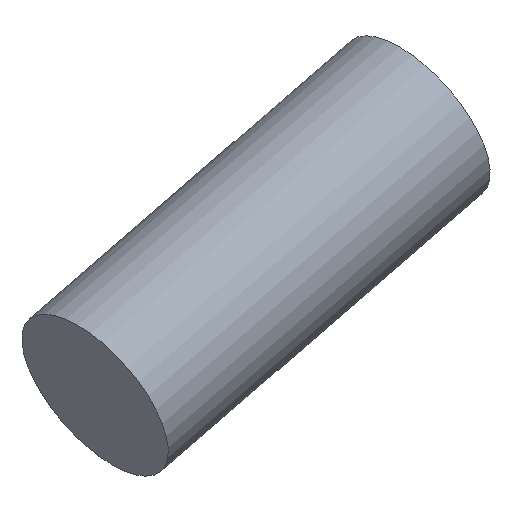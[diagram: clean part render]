
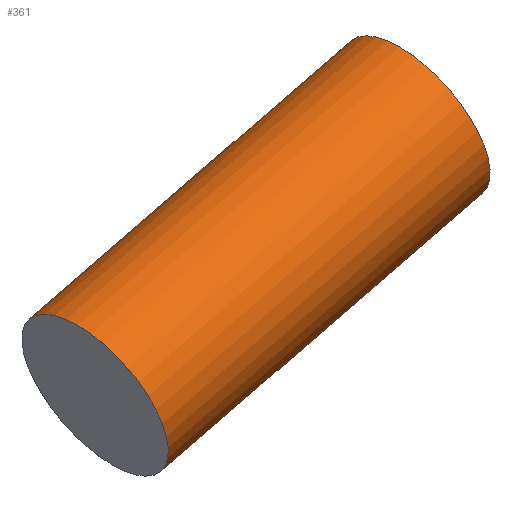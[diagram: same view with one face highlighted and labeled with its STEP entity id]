
A CAD part, isometric view. The second image highlights one B-rep face of the part: STEP entity #361.
In plain terms, the highlighted cylindrical face has radius 10.223 mm (diameter 20.447 mm), a full revolution.
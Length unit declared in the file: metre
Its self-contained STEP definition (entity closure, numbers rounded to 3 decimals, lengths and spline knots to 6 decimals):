
#57=ORIENTED_EDGE('',*,*,#121,.T.);
#58=ORIENTED_EDGE('',*,*,#122,.F.);
#121=EDGE_CURVE('',#153,#153,#185,.T.);
#122=EDGE_CURVE('',#154,#154,#186,.T.);
#153=VERTEX_POINT('',#677);
#154=VERTEX_POINT('',#679);
#185=CIRCLE('',#436,0.010224);
#186=CIRCLE('',#437,0.010224);
#217=EDGE_LOOP('',(#57));
#218=EDGE_LOOP('',(#58));
#281=FACE_BOUND('',#217,.T.);
#282=FACE_BOUND('',#218,.T.);
#345=CYLINDRICAL_SURFACE('',#435,0.010224);
#361=ADVANCED_FACE('',(#281,#282),#345,.T.);
#435=AXIS2_PLACEMENT_3D('',#675,#516,#517);
#436=AXIS2_PLACEMENT_3D('',#676,#518,#519);
#437=AXIS2_PLACEMENT_3D('',#678,#520,#521);
#516=DIRECTION('',(-0.97,0.,-0.242));
#517=DIRECTION('',(-0.242,0.,0.97));
#518=DIRECTION('',(-0.97,0.,-0.242));
#519=DIRECTION('',(-0.242,0.,0.97));
#520=DIRECTION('',(-0.97,0.,-0.242));
#521=DIRECTION('',(-0.242,0.,0.97));
#675=CARTESIAN_POINT('',(-0.182353,0.,0.463054));
#676=CARTESIAN_POINT('',(-0.154627,0.,0.469967));
#677=CARTESIAN_POINT('',(-0.1571,0.,0.479887));
#678=CARTESIAN_POINT('',(-0.200837,0.,0.458445));
#679=CARTESIAN_POINT('',(-0.20331,0.,0.468365));
